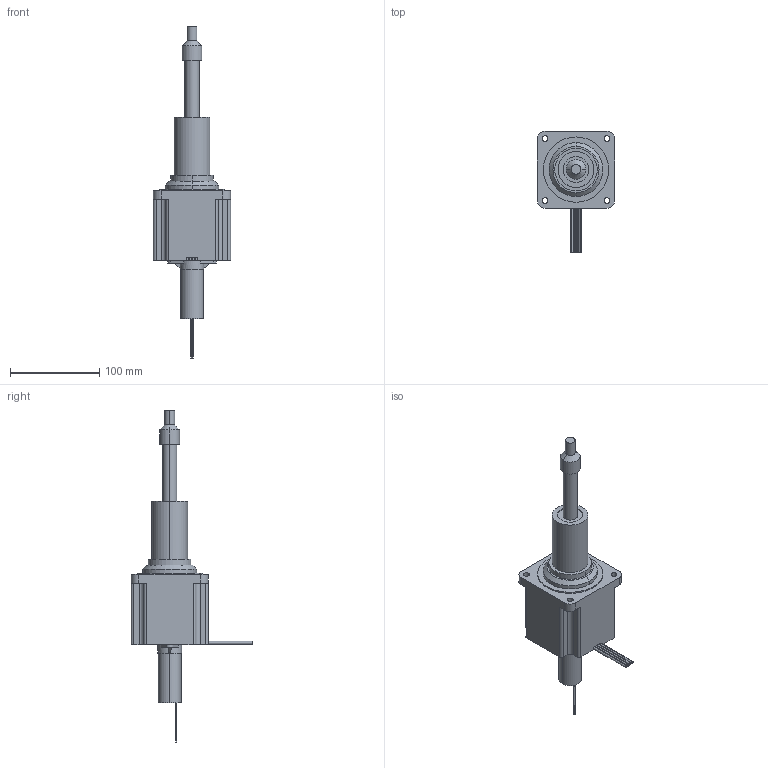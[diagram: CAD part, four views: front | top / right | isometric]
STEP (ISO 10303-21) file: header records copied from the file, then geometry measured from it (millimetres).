
FILE_DESCRIPTION (( 'STEP AP203' ), '1' );
FILE_NAME ('NA34C60-T4.STEP', '2019-07-30T22:04:46', ( '' ), ( '' ), 'SwSTEP 2.0', 'SolidWorks 2019', '' );
FILE_SCHEMA (( 'CONFIG_CONTROL_DESIGN' ));
Length unit declared in the file: millimetre
Products named in the file (1): NA34C60-T4
Bounding box: 86.31 x 136.31 x 371.59 mm (x, y, z)
Volume: 661696.7 mm3; surface area: 77802.6 mm2
Topology: 2 solids, 2 shells, 143 faces, 335 edges, 219 vertices
Faces by surface type: cylinder 77, plane 53, cone 13
Entity records: 4249 total; most frequent: DIRECTION 792, CARTESIAN_POINT 710, ORIENTED_EDGE 670, EDGE_CURVE 335, AXIS2_PLACEMENT_3D 317, VERTEX_POINT 219, EDGE_LOOP 174, CIRCLE 173
